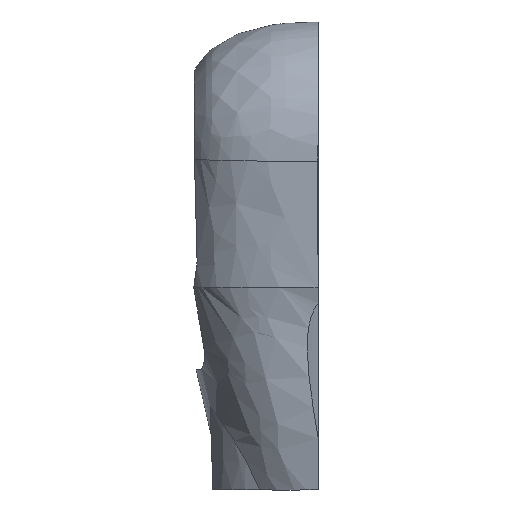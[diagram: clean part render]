
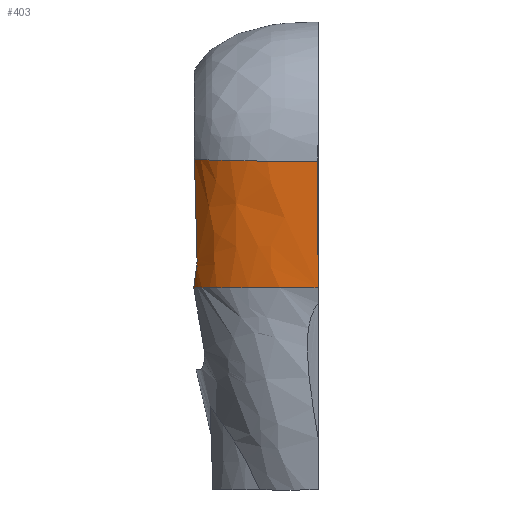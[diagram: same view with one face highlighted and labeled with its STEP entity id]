
A CAD part, front view. The second image highlights one B-rep face of the part: STEP entity #403.
In plain terms, the highlighted free-form (B-spline) face has degree [2, 3] with [3, 4] control points.
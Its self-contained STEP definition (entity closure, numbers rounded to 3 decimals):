
#338 = CARTESIAN_POINT ( 'NONE',  ( -51.968, -24., -10.313 ) ) ;
#403 = ADVANCED_FACE ( 'NONE', ( #5472 ), #786, .T. ) ;
#471 = CARTESIAN_POINT ( 'NONE',  ( -32.042, -35.038, -37. ) ) ;
#544 = CARTESIAN_POINT ( 'NONE',  ( -18.032, -35.999, -37. ) ) ;
#786 =( BOUNDED_SURFACE ( )  B_SPLINE_SURFACE ( 2, 3, ( 
 ( #6618, #2795, #5544, #7285 ),
 ( #2164, #973, #2197, #3316 ),
 ( #5589, #4905, #6134, #3837 ) ),
 .UNSPECIFIED., .F., .F., .F. ) 
 B_SPLINE_SURFACE_WITH_KNOTS ( ( 3, 3 ),
 ( 4, 4 ),
 ( 0., 1. ),
 ( -0.039, 0. ),
 .UNSPECIFIED. ) 
 GEOMETRIC_REPRESENTATION_ITEM ( )  RATIONAL_B_SPLINE_SURFACE ( (
 ( 1., 1., 1., 1.),
 ( 1.222, 1.222, 1.222, 1.222),
 ( 1., 1., 1., 1.) ) ) 
 REPRESENTATION_ITEM ( '' )  SURFACE ( )  );
#942 = CARTESIAN_POINT ( 'NONE',  ( -51.474, -24., -28.952 ) ) ;
#944 = B_SPLINE_CURVE_WITH_KNOTS ( 'NONE', 3,
 ( #5183, #1769, #6330, #1881 ),
 .UNSPECIFIED., .F., .F.,
 ( 4, 4 ),
 ( 0., 1. ),
 .UNSPECIFIED. ) ;
#973 = CARTESIAN_POINT ( 'NONE',  ( -57., -36.396, -27.44 ) ) ;
#1045 = EDGE_CURVE ( 'NONE', #1108, #4685, #2725, .T. ) ;
#1094 = CARTESIAN_POINT ( 'NONE',  ( -17.83, -36., -37. ) ) ;
#1108 = VERTEX_POINT ( 'NONE', #3561 ) ;
#1130 = CARTESIAN_POINT ( 'NONE',  ( -21.606, -35.936, -37. ) ) ;
#1433 = CARTESIAN_POINT ( 'NONE',  ( -51.595, -23.73, -31.013 ) ) ;
#1456 = ORIENTED_EDGE ( 'NONE', *, *, #2313, .F. ) ;
#1508 = EDGE_CURVE ( 'NONE', #5517, #1108, #944, .T. ) ;
#1513 = CARTESIAN_POINT ( 'NONE',  ( -52.193, -24., -0.994 ) ) ;
#1556 = ORIENTED_EDGE ( 'NONE', *, *, #1508, .F. ) ;
#1592 = CARTESIAN_POINT ( 'NONE',  ( -19.706, -35.982, -37. ) ) ;
#1704 = CARTESIAN_POINT ( 'NONE',  ( -48.729, -27.079, -37. ) ) ;
#1769 = CARTESIAN_POINT ( 'NONE',  ( -17.5, -36.979, -13.368 ) ) ;
#1822 = CARTESIAN_POINT ( 'NONE',  ( -44.328, -37.468, -1.552 ) ) ;
#1838 = ORIENTED_EDGE ( 'NONE', *, *, #1045, .F. ) ;
#1881 = CARTESIAN_POINT ( 'NONE',  ( -17.55, -36., -37. ) ) ;
#1910 = CARTESIAN_POINT ( 'NONE',  ( -52.193, -24., -0.994 ) ) ;
#1940 = CARTESIAN_POINT ( 'NONE',  ( -51.474, -24., -28.952 ) ) ;
#2164 = CARTESIAN_POINT ( 'NONE',  ( -57., -35.86, -40.384 ) ) ;
#2169 = CARTESIAN_POINT ( 'NONE',  ( -44.991, -30.291, -37. ) ) ;
#2197 = CARTESIAN_POINT ( 'NONE',  ( -57., -36.932, -14.496 ) ) ;
#2283 = CARTESIAN_POINT ( 'NONE',  ( -52.384, -22.138, -36.983 ) ) ;
#2313 = EDGE_CURVE ( 'NONE', #4685, #6932, #6255, .T. ) ;
#2369 = CARTESIAN_POINT ( 'NONE',  ( -52.193, -24., -0.994 ) ) ;
#2640 = EDGE_CURVE ( 'NONE', #6877, #5989, #5291, .T. ) ;
#2688 = CARTESIAN_POINT ( 'NONE',  ( -17.975, -35.999, -37. ) ) ;
#2725 = B_SPLINE_CURVE_WITH_KNOTS ( 'NONE', 3,
 ( #6183, #6660, #1094, #2688, #7293, #4520, #5636, #3364, #544, #4372, #2804, #4444, #1592, #1130, #2727, #471, #7255, #2169, #5068, #7334, #5515, #6627, #6144, #3810, #1704, #4955, #3845, #4994 ),
 .UNSPECIFIED., .F., .F.,
 ( 4, 2, 2, 1, 1, 1, 1, 1, 1, 1, 1, 1, 1, 1, 1, 2, 2, 1, 1, 1, 1, 4 ),
 ( 0.002, 0.005, 0.005, 0.005, 0.005, 0.005, 0.006, 0.007, 0.012, 0.023, 0.043, 0.084, 0.167, 0.332, 0.496, 0.499, 0.501, 0.507, 0.517, 0.537, 0.579, 0.661 ),
 .UNSPECIFIED. ) ;
#2727 = CARTESIAN_POINT ( 'NONE',  ( -25.268, -35.754, -37. ) ) ;
#2795 = CARTESIAN_POINT ( 'NONE',  ( -57., 0.672, -25.905 ) ) ;
#2804 = CARTESIAN_POINT ( 'NONE',  ( -18.286, -35.998, -37. ) ) ;
#3212 = CARTESIAN_POINT ( 'NONE',  ( -51.497, -23.909, -30.341 ) ) ;
#3316 = CARTESIAN_POINT ( 'NONE',  ( -57., -37.468, -1.552 ) ) ;
#3364 = CARTESIAN_POINT ( 'NONE',  ( -18.001, -35.999, -37. ) ) ;
#3441 = CARTESIAN_POINT ( 'NONE',  ( -52.384, -22.138, -36.983 ) ) ;
#3508 = ORIENTED_EDGE ( 'NONE', *, *, #3585, .T. ) ;
#3561 = CARTESIAN_POINT ( 'NONE',  ( -17.55, -36., -37. ) ) ;
#3585 = EDGE_CURVE ( 'NONE', #5517, #5989, #4338, .T. ) ;
#3613 = CARTESIAN_POINT ( 'NONE',  ( -51.595, -23.73, -31.013 ) ) ;
#3771 = CARTESIAN_POINT ( 'NONE',  ( -51.455, -24., -29.654 ) ) ;
#3810 = CARTESIAN_POINT ( 'NONE',  ( -47.846, -27.916, -37. ) ) ;
#3837 = CARTESIAN_POINT ( 'NONE',  ( -17.6, -37.468, -1.552 ) ) ;
#3845 = CARTESIAN_POINT ( 'NONE',  ( -51.604, -23.436, -37. ) ) ;
#4067 = B_SPLINE_CURVE_WITH_KNOTS ( 'NONE', 3,
 ( #6043, #3212, #3771, #942 ),
 .UNSPECIFIED., .F., .F.,
 ( 4, 4 ),
 ( 0., 0.002 ),
 .UNSPECIFIED. ) ;
#4134 = EDGE_LOOP ( 'NONE', ( #5524, #6822, #1456, #1838, #1556, #3508 ) ) ;
#4338 =( BOUNDED_CURVE ( )  B_SPLINE_CURVE ( 2, ( #5197, #1822, #2369 ),
 .UNSPECIFIED., .F., .T. ) 
 B_SPLINE_CURVE_WITH_KNOTS ( ( 3, 3 ),
 ( 0., 0.633 ),
 .UNSPECIFIED. ) 
 CURVE ( )  GEOMETRIC_REPRESENTATION_ITEM ( )  RATIONAL_B_SPLINE_CURVE ( ( 1., 1.141, 1.103 ) ) 
 REPRESENTATION_ITEM ( '' )  );
#4372 = CARTESIAN_POINT ( 'NONE',  ( -18.093, -35.999, -37. ) ) ;
#4375 = CARTESIAN_POINT ( 'NONE',  ( -17.6, -37.468, -1.552 ) ) ;
#4444 = CARTESIAN_POINT ( 'NONE',  ( -18.739, -35.995, -37. ) ) ;
#4520 = CARTESIAN_POINT ( 'NONE',  ( -17.98, -35.999, -37. ) ) ;
#4685 = VERTEX_POINT ( 'NONE', #2283 ) ;
#4726 = CARTESIAN_POINT ( 'NONE',  ( -51.885, -23.2, -32.998 ) ) ;
#4820 = CARTESIAN_POINT ( 'NONE',  ( -51.729, -24., -19.633 ) ) ;
#4905 = CARTESIAN_POINT ( 'NONE',  ( -17.6, -36.396, -27.44 ) ) ;
#4955 = CARTESIAN_POINT ( 'NONE',  ( -50.381, -25.255, -37. ) ) ;
#4994 = CARTESIAN_POINT ( 'NONE',  ( -52.384, -22.138, -36.983 ) ) ;
#5067 = CARTESIAN_POINT ( 'NONE',  ( -52.153, -22.67, -34.987 ) ) ;
#5068 = CARTESIAN_POINT ( 'NONE',  ( -46.999, -28.645, -37. ) ) ;
#5183 = CARTESIAN_POINT ( 'NONE',  ( -17.5, -37.468, -1.552 ) ) ;
#5197 = CARTESIAN_POINT ( 'NONE',  ( -17.6, -37.468, -1.552 ) ) ;
#5291 = B_SPLINE_CURVE_WITH_KNOTS ( 'NONE', 3,
 ( #6978, #4820, #338, #1910 ),
 .UNSPECIFIED., .F., .F.,
 ( 4, 4 ),
 ( 0., 0.028 ),
 .UNSPECIFIED. ) ;
#5472 = FACE_OUTER_BOUND ( 'NONE', #4134, .T. ) ;
#5515 = CARTESIAN_POINT ( 'NONE',  ( -47.093, -28.567, -37. ) ) ;
#5517 = VERTEX_POINT ( 'NONE', #4375 ) ;
#5524 = ORIENTED_EDGE ( 'NONE', *, *, #2640, .F. ) ;
#5544 = CARTESIAN_POINT ( 'NONE',  ( -57., 0.136, -12.961 ) ) ;
#5589 = CARTESIAN_POINT ( 'NONE',  ( -17.6, -35.86, -40.384 ) ) ;
#5636 = CARTESIAN_POINT ( 'NONE',  ( -17.986, -35.999, -37. ) ) ;
#5958 = EDGE_CURVE ( 'NONE', #6932, #6877, #4067, .T. ) ;
#5989 = VERTEX_POINT ( 'NONE', #1513 ) ;
#6043 = CARTESIAN_POINT ( 'NONE',  ( -51.595, -23.73, -31.013 ) ) ;
#6134 = CARTESIAN_POINT ( 'NONE',  ( -17.6, -36.932, -14.496 ) ) ;
#6144 = CARTESIAN_POINT ( 'NONE',  ( -47.391, -28.317, -37. ) ) ;
#6183 = CARTESIAN_POINT ( 'NONE',  ( -17.55, -36., -37. ) ) ;
#6255 = B_SPLINE_CURVE_WITH_KNOTS ( 'NONE', 3,
 ( #3441, #5067, #4726, #1433 ),
 .UNSPECIFIED., .F., .F.,
 ( 4, 4 ),
 ( 0.001, 0.007 ),
 .UNSPECIFIED. ) ;
#6330 = CARTESIAN_POINT ( 'NONE',  ( -17.5, -36.489, -25.184 ) ) ;
#6618 = CARTESIAN_POINT ( 'NONE',  ( -57., 1.208, -38.849 ) ) ;
#6627 = CARTESIAN_POINT ( 'NONE',  ( -47.193, -28.484, -37. ) ) ;
#6660 = CARTESIAN_POINT ( 'NONE',  ( -17.69, -36., -37. ) ) ;
#6822 = ORIENTED_EDGE ( 'NONE', *, *, #5958, .F. ) ;
#6877 = VERTEX_POINT ( 'NONE', #1940 ) ;
#6932 = VERTEX_POINT ( 'NONE', #3613 ) ;
#6978 = CARTESIAN_POINT ( 'NONE',  ( -51.474, -24., -28.952 ) ) ;
#7255 = CARTESIAN_POINT ( 'NONE',  ( -40.147, -33.009, -37. ) ) ;
#7285 = CARTESIAN_POINT ( 'NONE',  ( -57., -0.4, -0.017 ) ) ;
#7293 = CARTESIAN_POINT ( 'NONE',  ( -17.975, -35.999, -37. ) ) ;
#7334 = CARTESIAN_POINT ( 'NONE',  ( -47.061, -28.594, -37. ) ) ;
